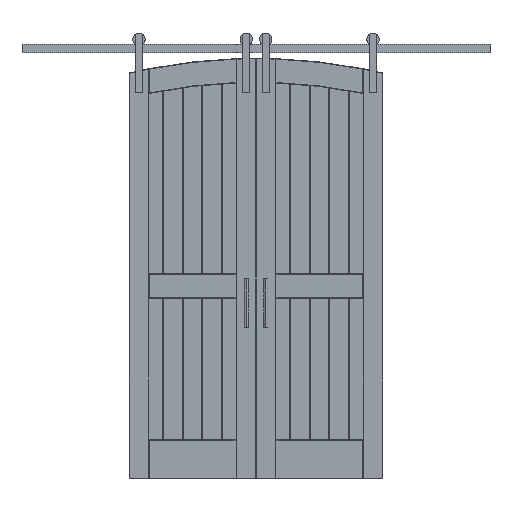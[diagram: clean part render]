
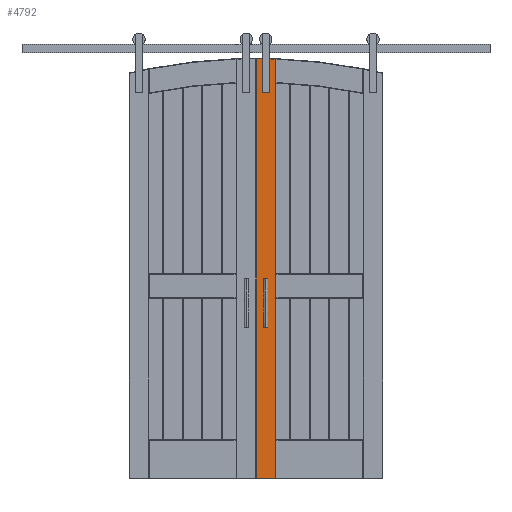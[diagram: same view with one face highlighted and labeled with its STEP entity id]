
A CAD part, top view. The second image highlights one B-rep face of the part: STEP entity #4792.
In plain terms, the highlighted free-form (B-spline) face has degree [1, 1] with [2, 2] control points.
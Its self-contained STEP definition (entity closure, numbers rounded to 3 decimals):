
#4792 = ADVANCED_FACE('',(#4793),#4824,.T.);
#4793 = FACE_BOUND('',#4794,.T.);
#4794 = EDGE_LOOP('',(#4795,#4804,#4811,#4819));
#4795 = ORIENTED_EDGE('',*,*,#4796,.T.);
#4796 = EDGE_CURVE('',#4797,#4799,#4801,.T.);
#4797 = VERTEX_POINT('',#4798);
#4798 = CARTESIAN_POINT('',(2.305,19.618,
    38.95));
#4799 = VERTEX_POINT('',#4800);
#4800 = CARTESIAN_POINT('',(90.022,19.618,
    38.95));
#4801 = B_SPLINE_CURVE_WITH_KNOTS('',1,(#4802,#4803),.UNSPECIFIED.,.F.,
  .F.,(2,2),(-99.063,-2.537),.PIECEWISE_BEZIER_KNOTS.);
#4802 = CARTESIAN_POINT('',(2.305,19.618,
    38.95));
#4803 = CARTESIAN_POINT('',(90.022,19.618,
    38.95));
#4804 = ORIENTED_EDGE('',*,*,#4805,.T.);
#4805 = EDGE_CURVE('',#4799,#4806,#4808,.T.);
#4806 = VERTEX_POINT('',#4807);
#4807 = CARTESIAN_POINT('',(90.022,2004.264,
    38.95));
#4808 = B_SPLINE_CURVE_WITH_KNOTS('',1,(#4809,#4810),.UNSPECIFIED.,.F.,
  .F.,(2,2),(21.589,2205.567),.PIECEWISE_BEZIER_KNOTS.);
#4809 = CARTESIAN_POINT('',(90.022,19.618,
    38.95));
#4810 = CARTESIAN_POINT('',(90.022,2004.264,
    38.95));
#4811 = ORIENTED_EDGE('',*,*,#4812,.T.);
#4812 = EDGE_CURVE('',#4806,#4813,#4815,.T.);
#4813 = VERTEX_POINT('',#4814);
#4814 = CARTESIAN_POINT('',(2.305,2005.802,
    38.95));
#4815 = ( BOUNDED_CURVE() B_SPLINE_CURVE(2,(#4816,#4817,#4818),
.UNSPECIFIED.,.F.,.F.) B_SPLINE_CURVE_WITH_KNOTS((3,3),(1.537,
1.57),.PIECEWISE_BEZIER_KNOTS.) CURVE() 
GEOMETRIC_REPRESENTATION_ITEM() RATIONAL_B_SPLINE_CURVE((1.,
1.,1.)) REPRESENTATION_ITEM('') );
#4816 = CARTESIAN_POINT('',(90.022,2004.264,
    38.95));
#4817 = CARTESIAN_POINT('',(46.176,2005.764,
    38.95));
#4818 = CARTESIAN_POINT('',(2.305,2005.802,
    38.95));
#4819 = ORIENTED_EDGE('',*,*,#4820,.T.);
#4820 = EDGE_CURVE('',#4813,#4797,#4821,.T.);
#4821 = B_SPLINE_CURVE_WITH_KNOTS('',1,(#4822,#4823),.UNSPECIFIED.,.F.,
  .F.,(2,2),(-2207.26,-21.589),.PIECEWISE_BEZIER_KNOTS.);
#4822 = CARTESIAN_POINT('',(2.305,2005.802,
    38.95));
#4823 = CARTESIAN_POINT('',(2.305,19.618,
    38.95));
#4824 = B_SPLINE_SURFACE_WITH_KNOTS('',1,1,(
    (#4825,#4826)
    ,(#4827,#4828
    )),.UNSPECIFIED.,.F.,.F.,.F.,(2,2),(2,2),(2.537,
    99.063),(21.589,2207.26),
  .PIECEWISE_BEZIER_KNOTS.);
#4825 = CARTESIAN_POINT('',(2.305,19.618,
    38.95));
#4826 = CARTESIAN_POINT('',(2.305,2005.802,
    38.95));
#4827 = CARTESIAN_POINT('',(90.022,19.618,
    38.95));
#4828 = CARTESIAN_POINT('',(90.022,2005.802,
    38.95));
